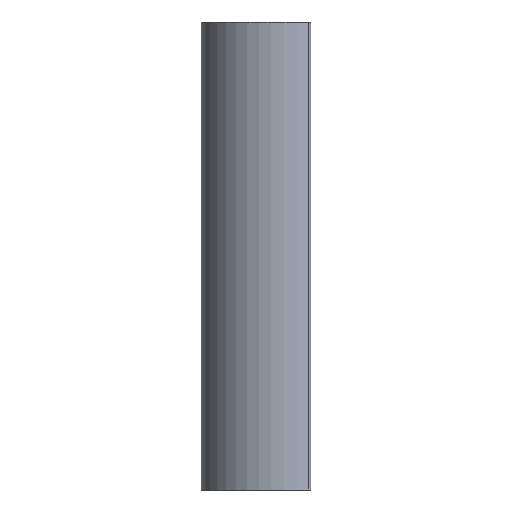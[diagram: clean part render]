
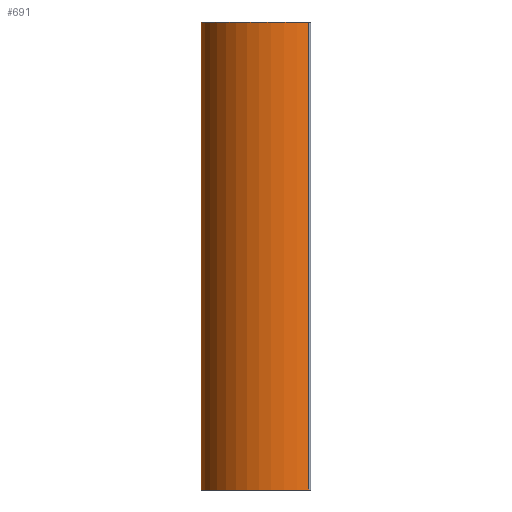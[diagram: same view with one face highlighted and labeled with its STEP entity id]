
A CAD part, left-side view. The second image highlights one B-rep face of the part: STEP entity #691.
In plain terms, the highlighted cylindrical face has radius 17 mm (diameter 34 mm), a partial arc.
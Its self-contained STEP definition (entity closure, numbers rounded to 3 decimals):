
#633=CARTESIAN_POINT('',(-9.,0.,100.0));
#634=VERTEX_POINT('',#633);
#641=CARTESIAN_POINT('',(-9.,0.,200.0));
#642=VERTEX_POINT('',#641);
#643=CARTESIAN_POINT('',(-9.,0.,100.0));
#644=DIRECTION('',(0.0,0.0,1.0));
#645=VECTOR('',#644,100.0);
#646=LINE('',#643,#645);
#647=EDGE_CURVE('',#634,#642,#646,.T.);
#659=CARTESIAN_POINT('',(-9.,-17.,100.0));
#660=DIRECTION('',(0.0,0.0,1.0));
#661=DIRECTION('',(0.0,1.0,0.0));
#662=AXIS2_PLACEMENT_3D('',#659,#660,#661);
#663=CYLINDRICAL_SURFACE('',#662,17.);
#664=CARTESIAN_POINT('',(-24.902,-23.011,100.0));
#665=VERTEX_POINT('',#664);
#666=CARTESIAN_POINT('',(-9.,-17.,100.0));
#667=DIRECTION('',(0.0,0.0,1.0));
#668=DIRECTION('',(0.0,1.0,0.0));
#669=AXIS2_PLACEMENT_3D('',#666,#667,#668);
#670=CIRCLE('',#669,17.);
#671=EDGE_CURVE('',#634,#665,#670,.T.);
#672=ORIENTED_EDGE('',*,*,#671,.T.);
#673=CARTESIAN_POINT('',(-24.902,-23.011,200.0));
#674=VERTEX_POINT('',#673);
#675=CARTESIAN_POINT('',(-24.902,-23.011,100.0));
#676=DIRECTION('',(0.0,0.0,1.0));
#677=VECTOR('',#676,100.0);
#678=LINE('',#675,#677);
#679=EDGE_CURVE('',#665,#674,#678,.T.);
#680=ORIENTED_EDGE('',*,*,#679,.T.);
#681=CARTESIAN_POINT('',(-9.,-17.,200.0));
#682=DIRECTION('',(0.0,0.0,1.0));
#683=DIRECTION('',(0.0,1.0,0.0));
#684=AXIS2_PLACEMENT_3D('',#681,#682,#683);
#685=CIRCLE('',#684,17.);
#686=EDGE_CURVE('',#642,#674,#685,.T.);
#687=ORIENTED_EDGE('',*,*,#686,.F.);
#688=ORIENTED_EDGE('',*,*,#647,.F.);
#689=EDGE_LOOP('',(#672,#680,#687,#688));
#690=FACE_OUTER_BOUND('',#689,.T.);
#691=ADVANCED_FACE('',(#690),#663,.T.);
